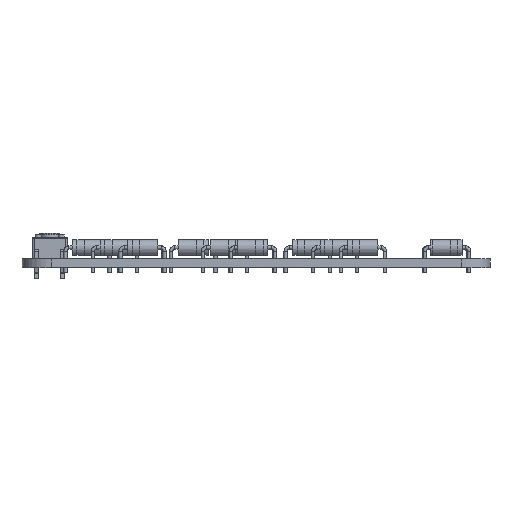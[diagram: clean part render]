
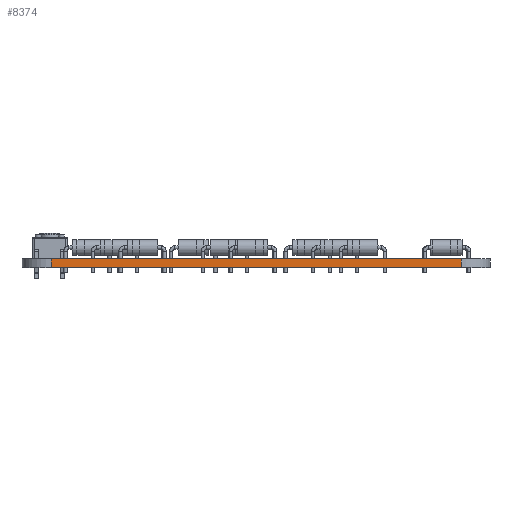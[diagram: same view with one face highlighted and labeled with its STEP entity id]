
A CAD part, left-side view. The second image highlights one B-rep face of the part: STEP entity #8374.
In plain terms, the highlighted planar face has unit normal (-1, -0.001, 0).
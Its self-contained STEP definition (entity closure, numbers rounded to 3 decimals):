
#792=LINE('',#13026,#1292);
#797=LINE('',#13584,#1297);
#803=LINE('',#14143,#1303);
#804=LINE('',#14145,#1304);
#1292=VECTOR('',#10373,1.);
#1297=VECTOR('',#10928,1.);
#1303=VECTOR('',#11492,1.);
#1304=VECTOR('',#11495,1.);
#2023=FACE_OUTER_BOUND('',#2904,.T.);
#2904=EDGE_LOOP('',(#6911,#6912,#6913,#6914));
#4035=VERTEX_POINT('',#13023);
#4036=VERTEX_POINT('',#13025);
#4313=VERTEX_POINT('',#13581);
#4314=VERTEX_POINT('',#13583);
#4897=EDGE_CURVE('',#4035,#4036,#792,.T.);
#5176=EDGE_CURVE('',#4314,#4313,#797,.T.);
#5456=EDGE_CURVE('',#4036,#4313,#803,.T.);
#5457=EDGE_CURVE('',#4035,#4314,#804,.T.);
#6911=ORIENTED_EDGE('',*,*,#5457,.T.);
#6912=ORIENTED_EDGE('',*,*,#5176,.T.);
#6913=ORIENTED_EDGE('',*,*,#5456,.F.);
#6914=ORIENTED_EDGE('',*,*,#4897,.F.);
#8128=PLANE('',#9448);
#8374=ADVANCED_FACE('',(#2023),#8128,.T.);
#9448=AXIS2_PLACEMENT_3D('',#14146,#11496,#11497);
#10373=DIRECTION('',(-0.001,1.,0.));
#10928=DIRECTION('',(-0.001,1.,0.));
#11492=DIRECTION('',(0.,0.,1.));
#11495=DIRECTION('',(0.,0.,1.));
#11496=DIRECTION('center_axis',(-1.,-0.001,
0.));
#11497=DIRECTION('ref_axis',(-0.001,1.,0.));
#13023=CARTESIAN_POINT('',(93.148,-126.997,0.));
#13025=CARTESIAN_POINT('',(93.113,-56.05,0.));
#13026=CARTESIAN_POINT('',(93.148,-126.997,0.));
#13581=CARTESIAN_POINT('',(93.113,-56.05,1.51));
#13583=CARTESIAN_POINT('',(93.148,-126.997,1.51));
#13584=CARTESIAN_POINT('',(93.148,-126.997,1.51));
#14143=CARTESIAN_POINT('',(93.113,-56.05,0.));
#14145=CARTESIAN_POINT('',(93.148,-126.997,0.));
#14146=CARTESIAN_POINT('Origin',(93.148,-126.997,0.));
